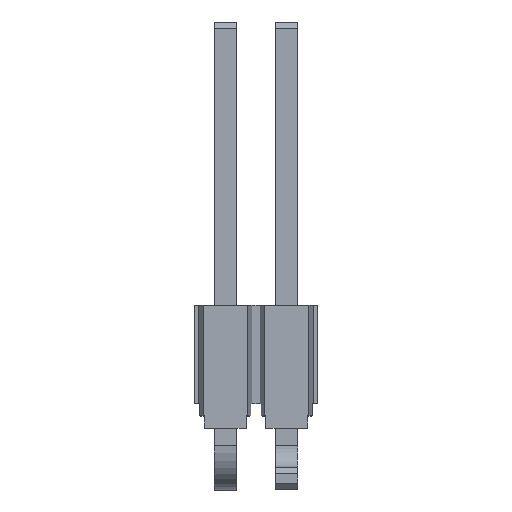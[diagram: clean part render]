
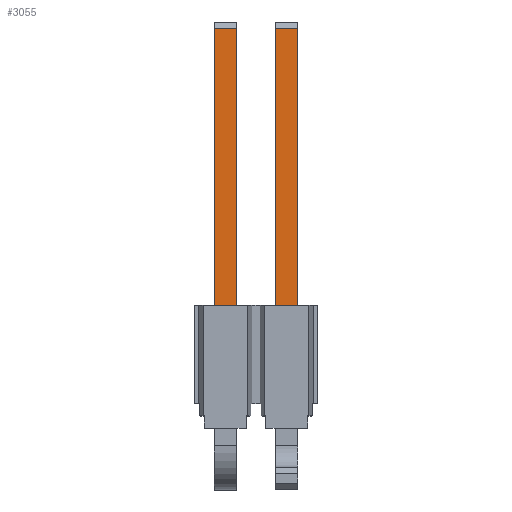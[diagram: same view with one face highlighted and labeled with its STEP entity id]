
A CAD part, top view. The second image highlights one B-rep face of the part: STEP entity #3055.
In plain terms, the highlighted planar face has unit normal (0, 0, 1).
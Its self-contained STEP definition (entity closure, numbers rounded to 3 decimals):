
#118 = CARTESIAN_POINT ( 'NONE',  ( 0.864, 8.255, 0.229 ) ) ;
#310 = CARTESIAN_POINT ( 'NONE',  ( -0.864, 8.255, 0.229 ) ) ;
#347 = EDGE_CURVE ( 'NONE', #2788, #2796, #909, .T. ) ;
#406 = VECTOR ( 'NONE', #3156, 1000. ) ;
#445 = EDGE_CURVE ( 'NONE', #1195, #655, #1938, .T. ) ;
#458 = CARTESIAN_POINT ( 'NONE',  ( -0.864, 1.778, 0.229 ) ) ;
#461 = FACE_OUTER_BOUND ( 'NONE', #590, .T. ) ;
#489 = DIRECTION ( 'NONE',  ( 0., -1., 0. ) ) ;
#493 = ORIENTED_EDGE ( 'NONE', *, *, #2610, .T. ) ;
#494 = DIRECTION ( 'NONE',  ( -1., 0., 0. ) ) ;
#585 = LINE ( 'NONE', #118, #2239 ) ;
#590 = EDGE_LOOP ( 'NONE', ( #2680, #1010, #2297, #2266, #3165, #493, #622, #3076 ) ) ;
#622 = ORIENTED_EDGE ( 'NONE', *, *, #2232, .F. ) ;
#655 = VERTEX_POINT ( 'NONE', #1552 ) ;
#695 = EDGE_CURVE ( 'NONE', #1811, #1195, #2086, .T. ) ;
#716 = DIRECTION ( 'NONE',  ( 1., 0., 0. ) ) ;
#866 = LINE ( 'NONE', #1896, #1627 ) ;
#881 = CARTESIAN_POINT ( 'NONE',  ( -0.406, 8.255, 0.229 ) ) ;
#909 = LINE ( 'NONE', #2435, #2398 ) ;
#1010 = ORIENTED_EDGE ( 'NONE', *, *, #1727, .T. ) ;
#1015 = VERTEX_POINT ( 'NONE', #2369 ) ;
#1019 = CARTESIAN_POINT ( 'NONE',  ( -0.406, 8.255, 0.229 ) ) ;
#1020 = VECTOR ( 'NONE', #2058, 1000. ) ;
#1138 = DIRECTION ( 'NONE',  ( 0., -1., 0. ) ) ;
#1169 = DIRECTION ( 'NONE',  ( 0., -1., 0. ) ) ;
#1195 = VERTEX_POINT ( 'NONE', #1237 ) ;
#1237 = CARTESIAN_POINT ( 'NONE',  ( -0.406, 1.905, 0.229 ) ) ;
#1346 = VERTEX_POINT ( 'NONE', #310 ) ;
#1396 = CARTESIAN_POINT ( 'NONE',  ( -0.864, 8.255, 0.229 ) ) ;
#1552 = CARTESIAN_POINT ( 'NONE',  ( 0.406, 1.905, 0.229 ) ) ;
#1571 = LINE ( 'NONE', #2073, #406 ) ;
#1627 = VECTOR ( 'NONE', #494, 1000. ) ;
#1700 = DIRECTION ( 'NONE',  ( -1., 0., 0. ) ) ;
#1711 = DIRECTION ( 'NONE',  ( 0., 0., -1. ) ) ;
#1727 = EDGE_CURVE ( 'NONE', #1811, #1346, #1571, .T. ) ;
#1730 = VERTEX_POINT ( 'NONE', #2876 ) ;
#1811 = VERTEX_POINT ( 'NONE', #881 ) ;
#1896 = CARTESIAN_POINT ( 'NONE',  ( 0.864, 8.255, 0.229 ) ) ;
#1938 = LINE ( 'NONE', #2267, #2124 ) ;
#1942 = VECTOR ( 'NONE', #1169, 1000. ) ;
#2058 = DIRECTION ( 'NONE',  ( 0., 1., 0. ) ) ;
#2073 = CARTESIAN_POINT ( 'NONE',  ( 0.864, 8.255, 0.229 ) ) ;
#2086 = LINE ( 'NONE', #1019, #2660 ) ;
#2124 = VECTOR ( 'NONE', #716, 1000. ) ;
#2232 = EDGE_CURVE ( 'NONE', #655, #1015, #2566, .T. ) ;
#2239 = VECTOR ( 'NONE', #1138, 1000. ) ;
#2266 = ORIENTED_EDGE ( 'NONE', *, *, #347, .F. ) ;
#2267 = CARTESIAN_POINT ( 'NONE',  ( 0.864, 1.905, 0.229 ) ) ;
#2297 = ORIENTED_EDGE ( 'NONE', *, *, #2329, .T. ) ;
#2318 = CARTESIAN_POINT ( 'NONE',  ( 0.406, 8.255, 0.229 ) ) ;
#2329 = EDGE_CURVE ( 'NONE', #1346, #2796, #2720, .T. ) ;
#2369 = CARTESIAN_POINT ( 'NONE',  ( 0.406, 8.255, 0.229 ) ) ;
#2398 = VECTOR ( 'NONE', #1700, 1000. ) ;
#2435 = CARTESIAN_POINT ( 'NONE',  ( 0.864, 1.778, 0.229 ) ) ;
#2566 = LINE ( 'NONE', #2318, #1020 ) ;
#2610 = EDGE_CURVE ( 'NONE', #1730, #1015, #866, .T. ) ;
#2660 = VECTOR ( 'NONE', #489, 1000. ) ;
#2680 = ORIENTED_EDGE ( 'NONE', *, *, #695, .F. ) ;
#2720 = LINE ( 'NONE', #1396, #1942 ) ;
#2788 = VERTEX_POINT ( 'NONE', #3008 ) ;
#2796 = VERTEX_POINT ( 'NONE', #458 ) ;
#2876 = CARTESIAN_POINT ( 'NONE',  ( 0.864, 8.255, 0.229 ) ) ;
#2986 = AXIS2_PLACEMENT_3D ( 'NONE', #3274, #1711, #3024 ) ;
#3000 = PLANE ( 'NONE',  #2986 ) ;
#3008 = CARTESIAN_POINT ( 'NONE',  ( 0.864, 1.778, 0.229 ) ) ;
#3024 = DIRECTION ( 'NONE',  ( 0., -1., 0. ) ) ;
#3055 = ADVANCED_FACE ( 'NONE', ( #461 ), #3000, .F. ) ;
#3076 = ORIENTED_EDGE ( 'NONE', *, *, #445, .F. ) ;
#3156 = DIRECTION ( 'NONE',  ( -1., 0., 0. ) ) ;
#3165 = ORIENTED_EDGE ( 'NONE', *, *, #3277, .F. ) ;
#3274 = CARTESIAN_POINT ( 'NONE',  ( 0.864, 8.255, 0.229 ) ) ;
#3277 = EDGE_CURVE ( 'NONE', #1730, #2788, #585, .T. ) ;
